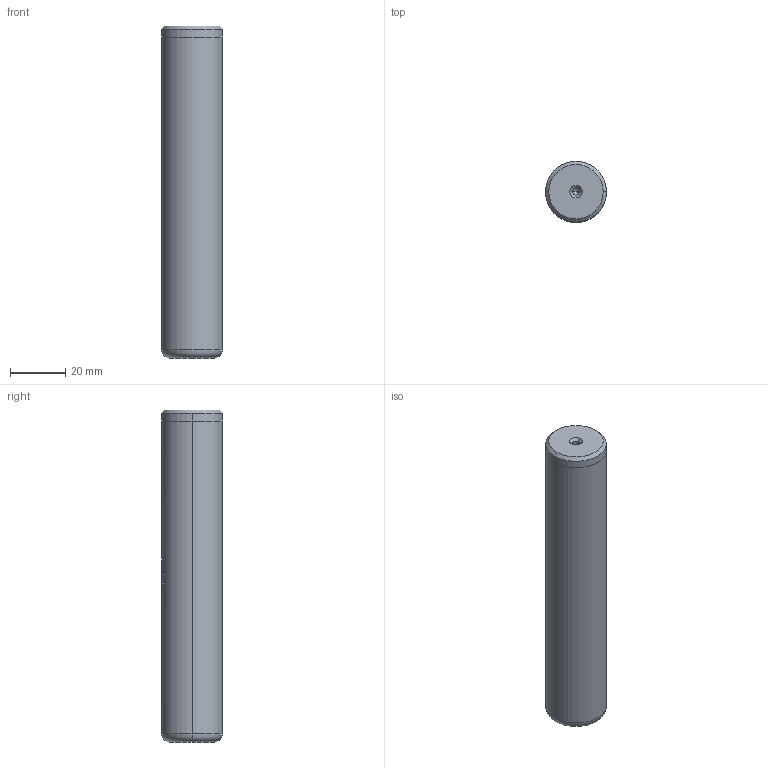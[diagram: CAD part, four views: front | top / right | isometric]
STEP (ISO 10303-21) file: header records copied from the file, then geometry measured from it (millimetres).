
FILE_DESCRIPTION (( 'STEP AP214' ), '1' );
FILE_NAME ('DSPK-D22-L120.STEP', '2021-08-21T03:24:04', ( '' ), ( '' ), 'SwSTEP 2.0', 'SolidWorks 2016', '' );
FILE_SCHEMA (( 'AUTOMOTIVE_DESIGN' ));
Length unit declared in the file: millimetre
Products named in the file (2): DSPK-D22-L120
Bounding box: 22.02 x 22.02 x 120 mm (x, y, z)
Volume: 43690.6 mm3; surface area: 9695.6 mm2
Topology: 1 solids, 1 shells, 51 faces, 114 edges, 68 vertices
Faces by surface type: cylinder 14, cone 12, plane 11, bspline 8, torus 6
Entity records: 2669 total; most frequent: CARTESIAN_POINT 1525, DIRECTION 220, ORIENTED_EDGE 220, EDGE_CURVE 110, AXIS2_PLACEMENT_3D 93, VERTEX_POINT 68, EDGE_LOOP 58, ADVANCED_FACE 51
